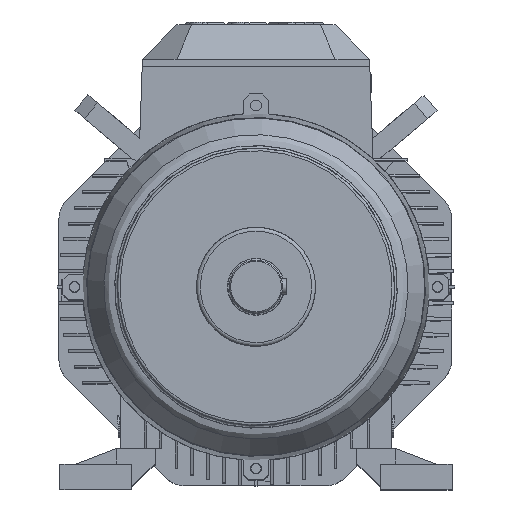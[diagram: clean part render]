
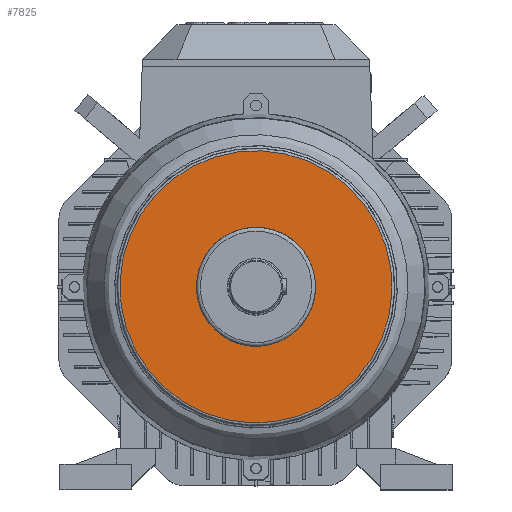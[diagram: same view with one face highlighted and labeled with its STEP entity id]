
A CAD part, top view. The second image highlights one B-rep face of the part: STEP entity #7825.
In plain terms, the highlighted planar face has unit normal (0, 0, 1).
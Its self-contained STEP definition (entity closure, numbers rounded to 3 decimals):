
#7753=CARTESIAN_POINT('',(-37.178,-28.799,70.));
#7754=VERTEX_POINT('',#7753);
#7755=CARTESIAN_POINT('',(-46.688,-5.656,70.0));
#7756=CARTESIAN_POINT('',(-46.142,-10.164,70.0));
#7757=CARTESIAN_POINT('',(-44.945,-14.569,70.0));
#7758=CARTESIAN_POINT('',(-41.523,-22.447,70.0));
#7759=CARTESIAN_POINT('',(-39.437,-25.938,70.0));
#7760=CARTESIAN_POINT('',(-33.421,-33.566,70.0));
#7761=CARTESIAN_POINT('',(-29.138,-37.345,70.));
#7762=CARTESIAN_POINT('',(-19.255,-43.304,70.));
#7763=CARTESIAN_POINT('',(-13.699,-45.369,70.0));
#7764=CARTESIAN_POINT('',(-1.898,-47.381,70.0));
#7765=CARTESIAN_POINT('',(4.254,-47.228,70.0));
#7766=CARTESIAN_POINT('',(16.282,-44.554,70.0));
#7767=CARTESIAN_POINT('',(22.031,-42.01,70.));
#7768=CARTESIAN_POINT('',(32.184,-34.844,70.));
#7769=CARTESIAN_POINT('',(36.494,-30.301,70.));
#7770=CARTESIAN_POINT('',(42.896,-20.131,70.));
#7771=CARTESIAN_POINT('',(45.055,-14.678,70.0));
#7772=CARTESIAN_POINT('',(47.266,-3.3,70.0));
#7773=CARTESIAN_POINT('',(47.314,2.524,70.));
#7774=CARTESIAN_POINT('',(45.261,14.107,70.));
#7775=CARTESIAN_POINT('',(43.099,19.751,70.));
#7776=CARTESIAN_POINT('',(36.65,30.121,70.));
#7777=CARTESIAN_POINT('',(32.348,34.701,70.0));
#7778=CARTESIAN_POINT('',(22.215,41.917,70.0));
#7779=CARTESIAN_POINT('',(16.486,44.484,70.));
#7780=CARTESIAN_POINT('',(4.378,47.236,70.));
#7781=CARTESIAN_POINT('',(-1.88,47.401,70.0));
#7782=CARTESIAN_POINT('',(-13.588,45.383,70.0));
#7783=CARTESIAN_POINT('',(-18.966,43.411,70.));
#7784=CARTESIAN_POINT('',(-28.939,37.54,70.));
#7785=CARTESIAN_POINT('',(-33.409,33.623,70.0));
#7786=CARTESIAN_POINT('',(-40.807,24.168,70.0));
#7787=CARTESIAN_POINT('',(-43.599,18.665,70.));
#7788=CARTESIAN_POINT('',(-46.952,6.79,70.));
#7789=CARTESIAN_POINT('',(-47.437,0.523,70.0));
#7790=CARTESIAN_POINT('',(-46.688,-5.656,70.0));
#7791=B_SPLINE_CURVE_WITH_KNOTS('',3,(#7755,#7756,#7757,#7758,#7759,#7760,#7761,#7762,#7763,#7764,#7765,#7766,#7767,#7768,#7769,#7770,#7771,#7772,#7773,#7774,#7775,#7776,#7777,#7778,#7779,#7780,#7781,#7782,#7783,#7784,#7785,#7786,#7787,#7788,#7789,#7790),.UNSPECIFIED.,.T.,.U.,(4,2,2,2,2,2,2,2,2,2,2,2,2,2,2,2,2,4),(-29.635,-28.273,-27.058,-25.359,-23.596,-21.767,-19.899,-18.039,-16.294,-14.562,-12.765,-10.898,-9.033,-7.173,-5.469,-3.702,-1.867,0.0),.UNSPECIFIED.);
#7792=EDGE_CURVE('',#7754,#7754,#7791,.T.);
#7806=CARTESIAN_POINT('',(-0.001,-118.359,70.0));
#7807=DIRECTION('',(0.0,0.0,1.0));
#7808=DIRECTION('',(1.0,0.0,0.0));
#7809=AXIS2_PLACEMENT_3D('',#7806,#7807,#7808);
#7810=PLANE('',#7809);
#7811=CARTESIAN_POINT('',(-85.062,-65.897,70.0));
#7812=VERTEX_POINT('',#7811);
#7813=CARTESIAN_POINT('',(-0.001,0.003,70.0));
#7814=DIRECTION('',(0.,0.,1.));
#7815=DIRECTION('',(-0.998,-0.066,0.));
#7816=AXIS2_PLACEMENT_3D('',#7813,#7814,#7815);
#7817=CIRCLE('',#7816,107.602);
#7818=EDGE_CURVE('',#7812,#7812,#7817,.T.);
#7819=ORIENTED_EDGE('',*,*,#7818,.T.);
#7820=EDGE_LOOP('',(#7819));
#7821=FACE_OUTER_BOUND('',#7820,.T.);
#7822=ORIENTED_EDGE('',*,*,#7792,.F.);
#7823=EDGE_LOOP('',(#7822));
#7824=FACE_BOUND('',#7823,.T.);
#7825=ADVANCED_FACE('',(#7821,#7824),#7810,.T.);
